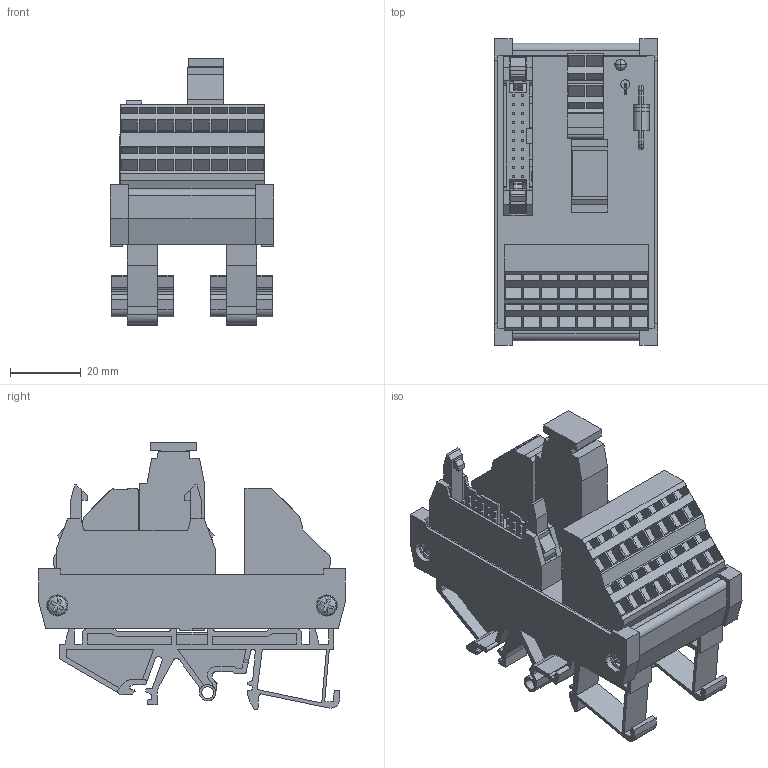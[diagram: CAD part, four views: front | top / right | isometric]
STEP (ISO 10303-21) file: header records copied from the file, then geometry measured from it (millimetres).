
FILE_DESCRIPTION(('CATIA V5R22 STEP214','CAx-IF Rec.Pracs.--- Model Styling and Organization---1.4--- 2014-01-23'),'2;1');
FILE_NAME ('011156-1_0_1311750000_3D_1311750000.stp','2022-04-06T09:55:07+00:00',('none'),('Weidmueller'),'CATIA Version 5-6 Release 2016 SP3 HF44','CATIA V5 STEP AP214','none');
FILE_SCHEMA(('AUTOMOTIVE_DESIGN { 1 0 10303 214 1 1 1 1 }'));
Products named in the file (1): 1311750000_RS 16IO 1W H Z
Bounding box: 46 x 86.4 x 75.55 mm (x, y, z)
Volume: 63282.4 mm3; surface area: 53957.4 mm2
Topology: 1 solids, 3 shells, 1482 faces, 4420 edges, 2974 vertices
Faces by surface type: plane 1153, cylinder 301, torus 16, sphere 12
Entity records: 52612 total; most frequent: CARTESIAN_POINT 11583, ORIENTED_EDGE 8832, DIRECTION 7061, EDGE_CURVE 4416, VECTOR 3574, LINE 3574, VERTEX_POINT 2974, AXIS2_PLACEMENT_3D 2008
